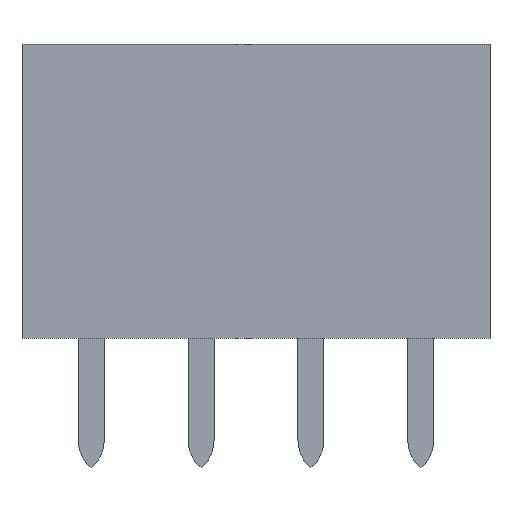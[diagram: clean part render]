
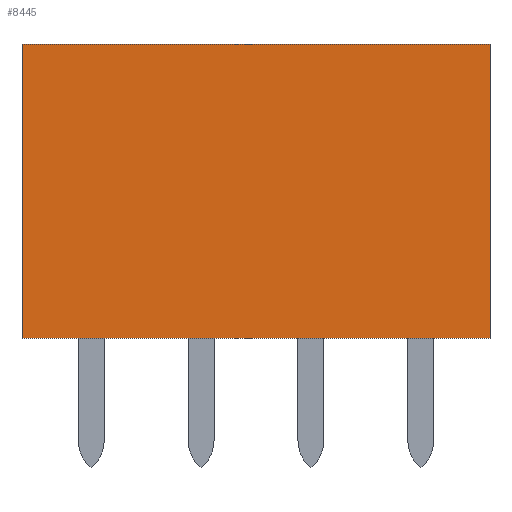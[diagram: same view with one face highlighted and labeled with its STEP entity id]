
A CAD part, front view. The second image highlights one B-rep face of the part: STEP entity #8445.
In plain terms, the highlighted face is planar.
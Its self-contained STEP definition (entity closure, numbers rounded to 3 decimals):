
#4569 = VERTEX_POINT('',#4570);
#4570 = CARTESIAN_POINT('',(9.22,1.2,0.));
#4579 = PLANE('',#4580);
#4580 = AXIS2_PLACEMENT_3D('',#4581,#4582,#4583);
#4581 = CARTESIAN_POINT('',(9.22,1.2,0.));
#4582 = DIRECTION('',(1.,0.,0.));
#4583 = DIRECTION('',(0.,-1.,0.));
#4591 = PLANE('',#4592);
#4592 = AXIS2_PLACEMENT_3D('',#4593,#4594,#4595);
#4593 = CARTESIAN_POINT('',(-1.6,1.2,0.));
#4594 = DIRECTION('',(0.,0.,1.));
#4595 = DIRECTION('',(1.,0.,0.));
#4603 = EDGE_CURVE('',#4569,#4604,#4606,.T.);
#4604 = VERTEX_POINT('',#4605);
#4605 = CARTESIAN_POINT('',(9.22,1.2,6.8));
#4606 = SURFACE_CURVE('',#4607,(#4611,#4618),.PCURVE_S1.);
#4607 = LINE('',#4608,#4609);
#4608 = CARTESIAN_POINT('',(9.22,1.2,0.));
#4609 = VECTOR('',#4610,1.);
#4610 = DIRECTION('',(0.,0.,1.));
#4611 = PCURVE('',#4579,#4612);
#4612 = DEFINITIONAL_REPRESENTATION('',(#4613),#4617);
#4613 = LINE('',#4614,#4615);
#4614 = CARTESIAN_POINT('',(0.,0.));
#4615 = VECTOR('',#4616,1.);
#4616 = DIRECTION('',(0.,-1.));
#4617 = ( GEOMETRIC_REPRESENTATION_CONTEXT(2) 
PARAMETRIC_REPRESENTATION_CONTEXT() REPRESENTATION_CONTEXT('2D SPACE',''
  ) );
#4618 = PCURVE('',#4619,#4624);
#4619 = PLANE('',#4620);
#4620 = AXIS2_PLACEMENT_3D('',#4621,#4622,#4623);
#4621 = CARTESIAN_POINT('',(-1.6,1.2,0.));
#4622 = DIRECTION('',(0.,1.,0.));
#4623 = DIRECTION('',(0.,0.,1.));
#4624 = DEFINITIONAL_REPRESENTATION('',(#4625),#4629);
#4625 = LINE('',#4626,#4627);
#4626 = CARTESIAN_POINT('',(0.,10.82));
#4627 = VECTOR('',#4628,1.);
#4628 = DIRECTION('',(1.,0.));
#4629 = ( GEOMETRIC_REPRESENTATION_CONTEXT(2) 
PARAMETRIC_REPRESENTATION_CONTEXT() REPRESENTATION_CONTEXT('2D SPACE',''
  ) );
#4647 = PLANE('',#4648);
#4648 = AXIS2_PLACEMENT_3D('',#4649,#4650,#4651);
#4649 = CARTESIAN_POINT('',(-1.6,1.2,6.8));
#4650 = DIRECTION('',(0.,0.,1.));
#4651 = DIRECTION('',(1.,0.,0.));
#5655 = PLANE('',#5656);
#5656 = AXIS2_PLACEMENT_3D('',#5657,#5658,#5659);
#5657 = CARTESIAN_POINT('',(-1.6,-1.2,0.));
#5658 = DIRECTION('',(-1.,0.,0.));
#5659 = DIRECTION('',(0.,1.,0.));
#6114 = VERTEX_POINT('',#6115);
#6115 = CARTESIAN_POINT('',(-1.6,1.2,6.8));
#6136 = EDGE_CURVE('',#6137,#6114,#6139,.T.);
#6137 = VERTEX_POINT('',#6138);
#6138 = CARTESIAN_POINT('',(-1.6,1.2,0.));
#6139 = SURFACE_CURVE('',#6140,(#6144,#6151),.PCURVE_S1.);
#6140 = LINE('',#6141,#6142);
#6141 = CARTESIAN_POINT('',(-1.6,1.2,0.));
#6142 = VECTOR('',#6143,1.);
#6143 = DIRECTION('',(0.,0.,1.));
#6144 = PCURVE('',#5655,#6145);
#6145 = DEFINITIONAL_REPRESENTATION('',(#6146),#6150);
#6146 = LINE('',#6147,#6148);
#6147 = CARTESIAN_POINT('',(2.4,0.));
#6148 = VECTOR('',#6149,1.);
#6149 = DIRECTION('',(0.,-1.));
#6150 = ( GEOMETRIC_REPRESENTATION_CONTEXT(2) 
PARAMETRIC_REPRESENTATION_CONTEXT() REPRESENTATION_CONTEXT('2D SPACE',''
  ) );
#6151 = PCURVE('',#4619,#6152);
#6152 = DEFINITIONAL_REPRESENTATION('',(#6153),#6157);
#6153 = LINE('',#6154,#6155);
#6154 = CARTESIAN_POINT('',(0.,0.));
#6155 = VECTOR('',#6156,1.);
#6156 = DIRECTION('',(1.,0.));
#6157 = ( GEOMETRIC_REPRESENTATION_CONTEXT(2) 
PARAMETRIC_REPRESENTATION_CONTEXT() REPRESENTATION_CONTEXT('2D SPACE',''
  ) );
#6674 = EDGE_CURVE('',#6137,#4569,#6675,.T.);
#6675 = SURFACE_CURVE('',#6676,(#6680,#6687),.PCURVE_S1.);
#6676 = LINE('',#6677,#6678);
#6677 = CARTESIAN_POINT('',(-1.6,1.2,0.));
#6678 = VECTOR('',#6679,1.);
#6679 = DIRECTION('',(1.,0.,0.));
#6680 = PCURVE('',#4591,#6681);
#6681 = DEFINITIONAL_REPRESENTATION('',(#6682),#6686);
#6682 = LINE('',#6683,#6684);
#6683 = CARTESIAN_POINT('',(0.,0.));
#6684 = VECTOR('',#6685,1.);
#6685 = DIRECTION('',(1.,0.));
#6686 = ( GEOMETRIC_REPRESENTATION_CONTEXT(2) 
PARAMETRIC_REPRESENTATION_CONTEXT() REPRESENTATION_CONTEXT('2D SPACE',''
  ) );
#6687 = PCURVE('',#4619,#6688);
#6688 = DEFINITIONAL_REPRESENTATION('',(#6689),#6693);
#6689 = LINE('',#6690,#6691);
#6690 = CARTESIAN_POINT('',(0.,0.));
#6691 = VECTOR('',#6692,1.);
#6692 = DIRECTION('',(0.,1.));
#6693 = ( GEOMETRIC_REPRESENTATION_CONTEXT(2) 
PARAMETRIC_REPRESENTATION_CONTEXT() REPRESENTATION_CONTEXT('2D SPACE',''
  ) );
#8445 = ADVANCED_FACE('',(#8446),#4619,.T.);
#8446 = FACE_BOUND('',#8447,.T.);
#8447 = EDGE_LOOP('',(#8448,#8449,#8450,#8471));
#8448 = ORIENTED_EDGE('',*,*,#6674,.F.);
#8449 = ORIENTED_EDGE('',*,*,#6136,.T.);
#8450 = ORIENTED_EDGE('',*,*,#8451,.T.);
#8451 = EDGE_CURVE('',#6114,#4604,#8452,.T.);
#8452 = SURFACE_CURVE('',#8453,(#8457,#8464),.PCURVE_S1.);
#8453 = LINE('',#8454,#8455);
#8454 = CARTESIAN_POINT('',(-1.6,1.2,6.8));
#8455 = VECTOR('',#8456,1.);
#8456 = DIRECTION('',(1.,0.,0.));
#8457 = PCURVE('',#4619,#8458);
#8458 = DEFINITIONAL_REPRESENTATION('',(#8459),#8463);
#8459 = LINE('',#8460,#8461);
#8460 = CARTESIAN_POINT('',(6.8,0.));
#8461 = VECTOR('',#8462,1.);
#8462 = DIRECTION('',(0.,1.));
#8463 = ( GEOMETRIC_REPRESENTATION_CONTEXT(2) 
PARAMETRIC_REPRESENTATION_CONTEXT() REPRESENTATION_CONTEXT('2D SPACE',''
  ) );
#8464 = PCURVE('',#4647,#8465);
#8465 = DEFINITIONAL_REPRESENTATION('',(#8466),#8470);
#8466 = LINE('',#8467,#8468);
#8467 = CARTESIAN_POINT('',(0.,0.));
#8468 = VECTOR('',#8469,1.);
#8469 = DIRECTION('',(1.,0.));
#8470 = ( GEOMETRIC_REPRESENTATION_CONTEXT(2) 
PARAMETRIC_REPRESENTATION_CONTEXT() REPRESENTATION_CONTEXT('2D SPACE',''
  ) );
#8471 = ORIENTED_EDGE('',*,*,#4603,.F.);
